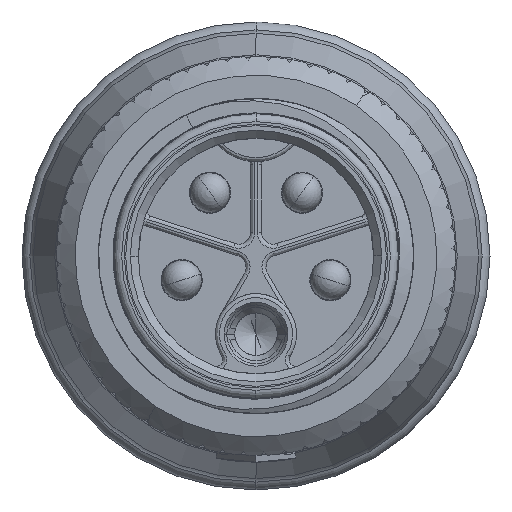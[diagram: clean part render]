
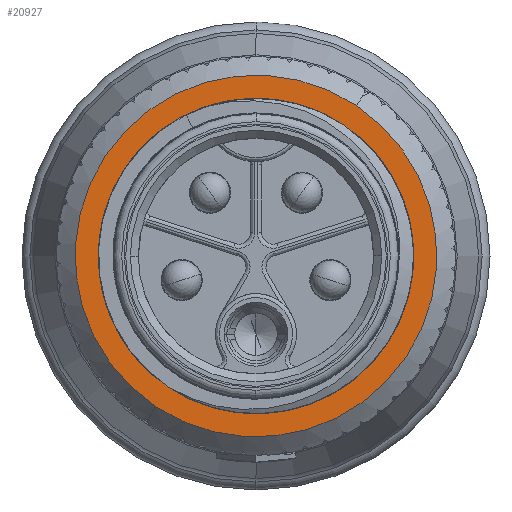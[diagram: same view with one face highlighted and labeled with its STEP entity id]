
A CAD part, left-side view. The second image highlights one B-rep face of the part: STEP entity #20927.
In plain terms, the highlighted planar face has unit normal (-1, 0, 0).
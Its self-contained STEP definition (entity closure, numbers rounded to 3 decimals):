
#2976=CARTESIAN_POINT('',(-117.9,0.,0.));
#2977=DIRECTION('',(1.,0.,0.));
#2978=DIRECTION('',(0.,0.555,-0.832));
#2979=AXIS2_PLACEMENT_3D('',#2976,#2977,#2978);
#2981=CARTESIAN_POINT('',(-117.9,0.,0.));
#2982=DIRECTION('',(1.,0.,0.));
#2983=DIRECTION('',(0.,-0.555,0.832));
#2984=AXIS2_PLACEMENT_3D('',#2981,#2982,#2983);
#2986=CARTESIAN_POINT('',(-117.9,0.,0.));
#2987=DIRECTION('',(-1.,0.,0.));
#2988=DIRECTION('',(0.,0.555,-0.832));
#2989=AXIS2_PLACEMENT_3D('',#2986,#2987,#2988);
#2991=CARTESIAN_POINT('',(-117.9,0.,0.));
#2992=DIRECTION('',(-1.,0.,0.));
#2993=DIRECTION('',(0.,-0.555,0.832));
#2994=AXIS2_PLACEMENT_3D('',#2991,#2992,#2993);
#17344=CARTESIAN_POINT('',(-117.9,3.772,-5.658));
#17345=CARTESIAN_POINT('',(-117.9,-3.772,5.658));
#17346=VERTEX_POINT('',#17344);
#17347=VERTEX_POINT('',#17345);
#17348=CARTESIAN_POINT('',(-117.9,3.287,-4.93));
#17349=CARTESIAN_POINT('',(-117.9,-3.287,4.93));
#17350=VERTEX_POINT('',#17348);
#17351=VERTEX_POINT('',#17349);
#20912=CARTESIAN_POINT('',(-117.9,0.,0.));
#20913=DIRECTION('',(1.,0.,0.));
#20914=DIRECTION('',(0.,-0.555,0.832));
#20915=AXIS2_PLACEMENT_3D('',#20912,#20913,#20914);
#20916=PLANE('',#20915);
#20917=ORIENTED_EDGE('',*,*,#20726,.T.);
#20918=ORIENTED_EDGE('',*,*,#20619,.T.);
#20919=EDGE_LOOP('',(#20917,#20918));
#20920=FACE_OUTER_BOUND('',#20919,.F.);
#20922=ORIENTED_EDGE('',*,*,#20921,.T.);
#20924=ORIENTED_EDGE('',*,*,#20923,.T.);
#20925=EDGE_LOOP('',(#20922,#20924));
#20926=FACE_BOUND('',#20925,.F.);
#20927=ADVANCED_FACE('',(#20920,#20926),#20916,.F.);
#2980=CIRCLE('',#2979,6.8);
#2985=CIRCLE('',#2984,6.8);
#2990=CIRCLE('',#2989,5.925);
#2995=CIRCLE('',#2994,5.925);
#20619=EDGE_CURVE('',#17347,#17346,#2985,.T.);
#20726=EDGE_CURVE('',#17346,#17347,#2980,.T.);
#20921=EDGE_CURVE('',#17350,#17351,#2990,.T.);
#20923=EDGE_CURVE('',#17351,#17350,#2995,.T.);
